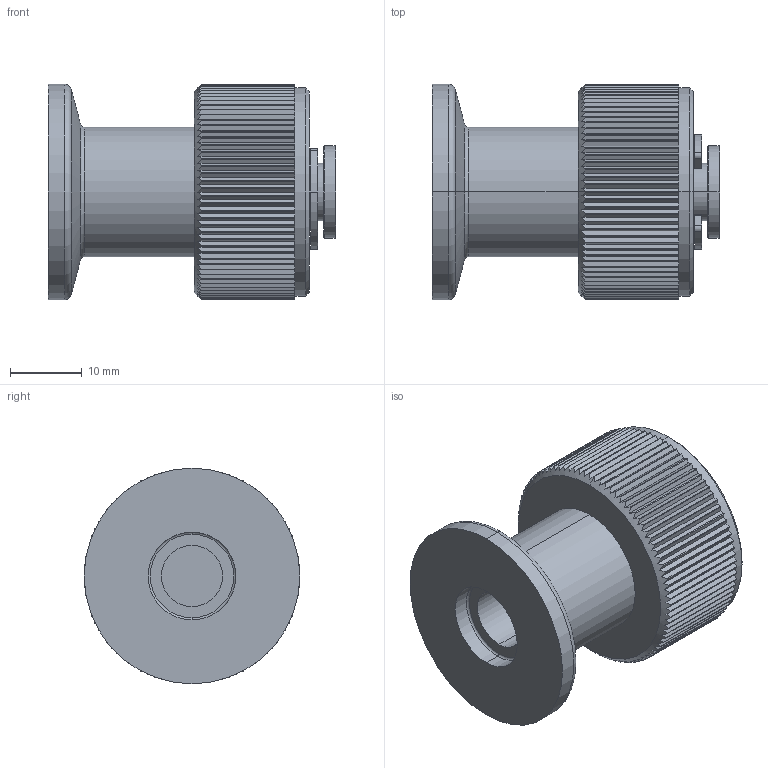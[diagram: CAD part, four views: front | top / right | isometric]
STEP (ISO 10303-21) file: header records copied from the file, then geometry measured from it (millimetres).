
FILE_DESCRIPTION (( 'STEP AP214' ), '1' );
FILE_NAME ('140VBE010.stp', '2017-05-08T12:27:51', ( '' ), ( '' ), 'SwSTEP 2.0', 'SolidWorks 2015', '' );
FILE_SCHEMA (( 'AUTOMOTIVE_DESIGN' ));
Length unit declared in the file: millimetre
Products named in the file (1): 140VBE010
Bounding box: 40 x 30 x 30 mm (x, y, z)
Volume: 16472.2 mm3; surface area: 6623.9 mm2
Topology: 2 solids, 2 shells, 330 faces, 937 edges, 619 vertices
Faces by surface type: plane 194, cylinder 120, torus 10, cone 6
Entity records: 14583 total; most frequent: CARTESIAN_POINT 2427, ORIENTED_EDGE 1874, DIRECTION 1684, EDGE_CURVE 937, VERTEX_POINT 619, AXIS2_PLACEMENT_3D 596, LINE 492, VECTOR 492
